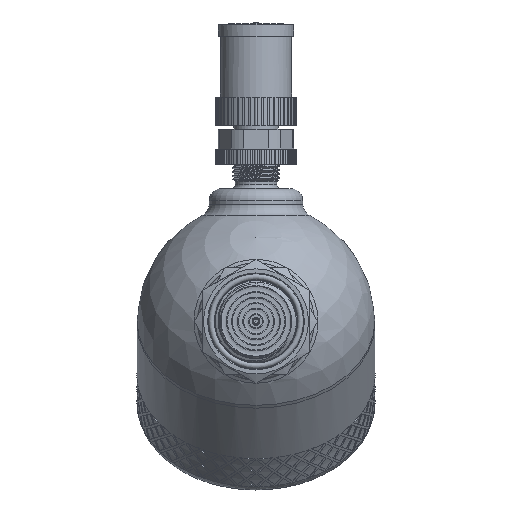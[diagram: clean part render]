
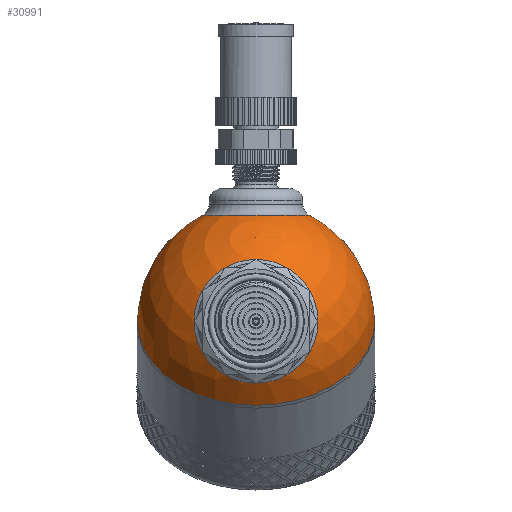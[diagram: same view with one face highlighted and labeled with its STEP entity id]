
A CAD part, left-side view. The second image highlights one B-rep face of the part: STEP entity #30991.
In plain terms, the highlighted spherical face has radius 30 mm.
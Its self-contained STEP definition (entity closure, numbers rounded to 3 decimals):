
#43=SPHERICAL_SURFACE('',#32323,30.);
#434=FACE_BOUND('',#10426,.T.);
#435=FACE_BOUND('',#10427,.T.);
#8318=FACE_OUTER_BOUND('',#10425,.T.);
#10425=EDGE_LOOP('',(#26902,#26903,#26904,#26905));
#10426=EDGE_LOOP('',(#26906));
#10427=EDGE_LOOP('',(#26907));
#11226=CIRCLE('',#32320,15.643);
#11229=CIRCLE('',#32324,30.);
#11230=CIRCLE('',#32325,30.);
#11231=CIRCLE('',#32326,30.);
#11232=CIRCLE('',#32327,13.5);
#14183=VERTEX_POINT('',#68085);
#14185=VERTEX_POINT('',#68091);
#14186=VERTEX_POINT('',#68092);
#14187=VERTEX_POINT('',#68094);
#14188=VERTEX_POINT('',#68097);
#18548=EDGE_CURVE('',#14183,#14183,#11226,.T.);
#18551=EDGE_CURVE('',#14185,#14186,#11229,.T.);
#18552=EDGE_CURVE('',#14185,#14187,#11230,.T.);
#18553=EDGE_CURVE('',#14186,#14185,#11231,.T.);
#18554=EDGE_CURVE('',#14188,#14188,#11232,.T.);
#26902=ORIENTED_EDGE('',*,*,#18551,.F.);
#26903=ORIENTED_EDGE('',*,*,#18552,.T.);
#26904=ORIENTED_EDGE('',*,*,#18552,.F.);
#26905=ORIENTED_EDGE('',*,*,#18553,.F.);
#26906=ORIENTED_EDGE('',*,*,#18548,.F.);
#26907=ORIENTED_EDGE('',*,*,#18554,.F.);
#30991=ADVANCED_FACE('',(#8318,#434,#435),#43,.T.);
#32320=AXIS2_PLACEMENT_3D('',#68086,#35605,#35606);
#32323=AXIS2_PLACEMENT_3D('',#68090,#35611,#35612);
#32324=AXIS2_PLACEMENT_3D('',#68093,#35613,#35614);
#32325=AXIS2_PLACEMENT_3D('',#68095,#35615,#35616);
#32326=AXIS2_PLACEMENT_3D('',#68096,#35617,#35618);
#32327=AXIS2_PLACEMENT_3D('',#68098,#35619,#35620);
#35605=DIRECTION('center_axis',(-0.707,0.,0.707));
#35606=DIRECTION('ref_axis',(0.707,0.,0.707));
#35611=DIRECTION('center_axis',(1.,0.,0.));
#35612=DIRECTION('ref_axis',(0.,-1.,0.));
#35613=DIRECTION('center_axis',(1.,0.,0.));
#35614=DIRECTION('ref_axis',(0.,1.,0.));
#35615=DIRECTION('center_axis',(0.,0.,1.));
#35616=DIRECTION('ref_axis',(0.,1.,0.));
#35617=DIRECTION('center_axis',(1.,0.,0.));
#35618=DIRECTION('ref_axis',(0.,1.,0.));
#35619=DIRECTION('center_axis',(-0.707,0.,-0.707));
#35620=DIRECTION('ref_axis',(-0.707,0.,0.707));
#68085=CARTESIAN_POINT('',(-29.162,0.,7.04));
#68086=CARTESIAN_POINT('Origin',(-18.101,0.,18.101));
#68090=CARTESIAN_POINT('Origin',(0.,0.,0.));
#68091=CARTESIAN_POINT('',(0.,30.,0.));
#68092=CARTESIAN_POINT('',(0.,-30.,0.));
#68093=CARTESIAN_POINT('Origin',(0.,0.,0.));
#68094=CARTESIAN_POINT('',(-30.,0.,0.));
#68095=CARTESIAN_POINT('Origin',(0.,0.,0.));
#68096=CARTESIAN_POINT('Origin',(0.,0.,0.));
#68097=CARTESIAN_POINT('',(-9.398,0.,-28.49));
#68098=CARTESIAN_POINT('Origin',(-18.944,0.,-18.944));
